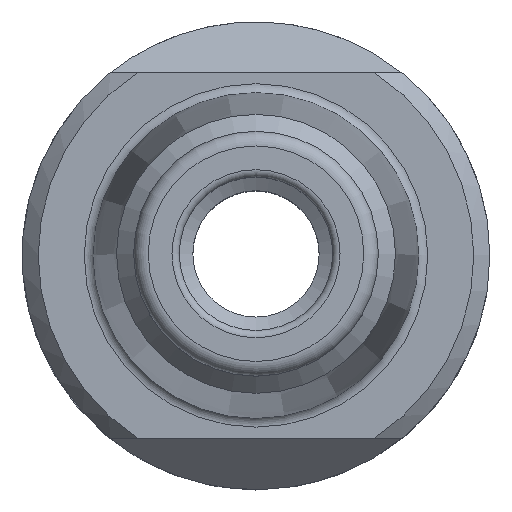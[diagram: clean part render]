
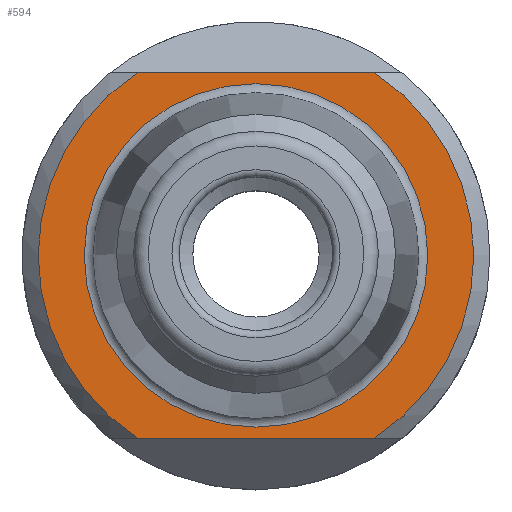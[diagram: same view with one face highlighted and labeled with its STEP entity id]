
A CAD part, top view. The second image highlights one B-rep face of the part: STEP entity #594.
In plain terms, the highlighted planar face has unit normal (0, 0, 1).
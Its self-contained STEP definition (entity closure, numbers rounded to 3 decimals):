
#50=LINE('',#827,#58);
#51=LINE('',#832,#59);
#58=VECTOR('',#697,1000.);
#59=VECTOR('',#700,1000.);
#66=ORIENTED_EDGE('',*,*,#150,.F.);
#67=ORIENTED_EDGE('',*,*,#151,.F.);
#68=ORIENTED_EDGE('',*,*,#152,.T.);
#69=ORIENTED_EDGE('',*,*,#153,.T.);
#70=ORIENTED_EDGE('',*,*,#154,.T.);
#150=EDGE_CURVE('',#192,#192,#228,.T.);
#151=EDGE_CURVE('',#193,#194,#50,.T.);
#152=EDGE_CURVE('',#193,#195,#229,.F.);
#153=EDGE_CURVE('',#195,#196,#51,.T.);
#154=EDGE_CURVE('',#196,#194,#230,.F.);
#192=VERTEX_POINT('',#826);
#193=VERTEX_POINT('',#828);
#194=VERTEX_POINT('',#829);
#195=VERTEX_POINT('',#831);
#196=VERTEX_POINT('',#833);
#228=CIRCLE('',#631,23.5);
#229=CIRCLE('',#632,29.8);
#230=CIRCLE('',#633,29.8);
#256=EDGE_LOOP('',(#66));
#257=EDGE_LOOP('',(#67,#68,#69,#70));
#312=FACE_BOUND('',#256,.T.);
#313=FACE_BOUND('',#257,.T.);
#368=PLANE('',#630);
#594=ADVANCED_FACE('',(#312,#313),#368,.F.);
#630=AXIS2_PLACEMENT_3D('',#824,#693,#694);
#631=AXIS2_PLACEMENT_3D('',#825,#695,#696);
#632=AXIS2_PLACEMENT_3D('',#830,#698,#699);
#633=AXIS2_PLACEMENT_3D('',#834,#701,#702);
#693=DIRECTION('',(0.,0.,-1.));
#694=DIRECTION('',(-1.,0.,0.));
#695=DIRECTION('',(0.,0.,1.));
#696=DIRECTION('',(1.,0.,0.));
#697=DIRECTION('',(1.,0.,0.));
#698=DIRECTION('',(0.,0.,-1.));
#699=DIRECTION('',(-1.,0.,0.));
#700=DIRECTION('',(1.,0.,0.));
#701=DIRECTION('',(0.,0.,-1.));
#702=DIRECTION('',(-1.,0.,0.));
#824=CARTESIAN_POINT('',(24.469,0.,-6.5));
#825=CARTESIAN_POINT('',(0.,0.,-6.5));
#826=CARTESIAN_POINT('',(23.5,0.,-6.5));
#827=CARTESIAN_POINT('',(24.469,25.,-6.5));
#828=CARTESIAN_POINT('',(-16.219,25.,-6.5));
#829=CARTESIAN_POINT('',(16.219,25.,-6.5));
#830=CARTESIAN_POINT('',(0.,0.,-6.5));
#831=CARTESIAN_POINT('',(-16.219,-25.,-6.5));
#832=CARTESIAN_POINT('',(24.469,-25.,-6.5));
#833=CARTESIAN_POINT('',(16.219,-25.,-6.5));
#834=CARTESIAN_POINT('',(0.,0.,-6.5));
